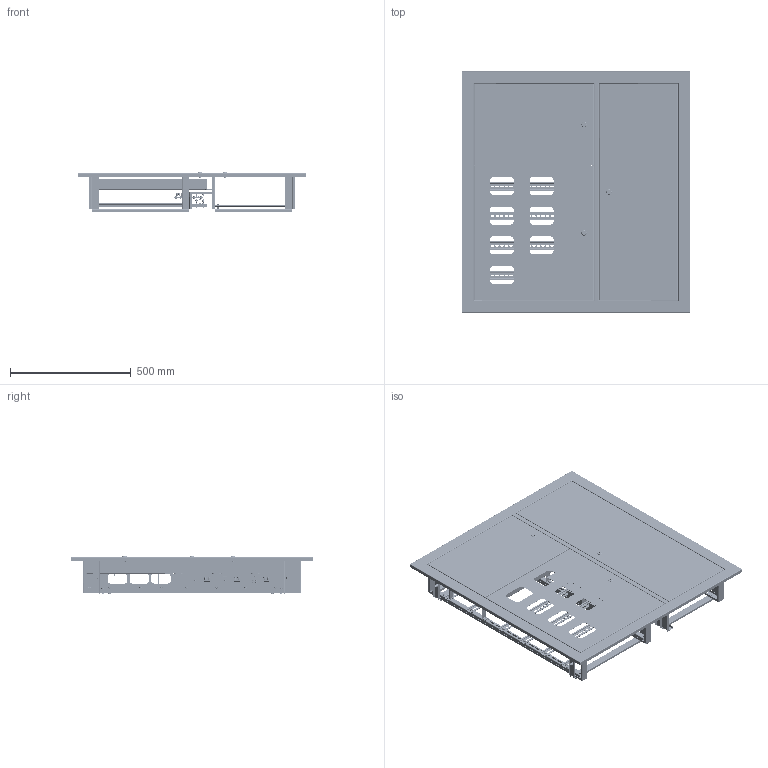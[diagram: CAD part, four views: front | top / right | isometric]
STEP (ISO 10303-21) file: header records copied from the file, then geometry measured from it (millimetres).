
FILE_DESCRIPTION (( 'STEP AP203' ), '1' );
FILE_NAME ('ÙÝ 7 êâ. (1000õ950õ160) IP31 EKF PROxima.STEP', '2022-05-23T08:40:01', ( '' ), ( '' ), 'SwSTEP 2.0', 'SolidWorks 2021', '' );
FILE_SCHEMA (( 'CONFIG_CONTROL_DESIGN' ));
Length unit declared in the file: millimetre
Products named in the file (55): 忺貗鍙; ÌÈ-2413.05.00.001 Ðåéêà âåðòèêàëüíàÿ; ÌÈ-2414.01.00.002 Ñòåíêà ëåâàÿ; 昈-2414.01.01.001 盷謥蜦豂儆趌-01; ﾌﾈ-2414.01.00.007 ﾊ煇鳫; ÌÈ-2413.05.00.000 Ðàìà ìîíòàæíàÿ ÑÁ; ÌÈ-2414.01.00.001 Ñòåíêà ïðàâàÿ; ÌÈ-2414.01.00.004 Øâåëëåð; plain washer 6902 type abc_din_DIN 6902-A4.55; DIN-謥濋趌L=420 (!); ÌÈ-2412.00.00.001 Ôàëüøïàíåëü; DIN-ðåéêà2_L=420 (!); ÌÈ-2414.01.00.006 Óñèëèòåëü êàáåëüíûé  ; ÌÈ-1904.07.00.002 Êðîíøòåéí äâóõñòóïåí÷àòûé; ÌÈ-2413.01.00.008 Äåðæàòåëü äâåðè; pan head cross recess screw_din11_ISO 7045 - M4 x 10 - Z --- 10N; ÌÈ-2414.01.00.003 Ñòåíêà âåðõíÿÿ; ÌÈ-1904.06.00.000 Èçîëÿòîð êàðáîëèòîâûé ñ ïðÿìûì è 1 ñòóïåí÷àòûì êðîíøòåéíîì; cross ph tapping 968_din_Screw DIN 968-ST4.2x13-C-H-N; pan head cross recess screw_din1_ISO 7045 - M4 x 16 - Z --- 16N; ÌÈ-2414.03.00.001 Äâåðü ó÷åòà; Çàæèì äëÿ ïðîâîäíèêîâ ïèòàþùåé öåïè_1; ÙÝ 7 êâ. (1000õ950õ160) IP31 EKF PROxima; ÌÈ-2414.01.00.003-01 Ñòåíêà íèæíÿÿ; Çàêëåïêà ãàå÷íàÿ Ì4; 昈-2414.01.00.000 扻豵鵨 捘; Çàêëåïêà ãàå÷íàÿ Ì6; ÌÈ-2414.05.00.00 Èçîëÿòîð êàðáîëèòîâûé 3õ ñòóïåí÷àòûì  è 2õ ñòóïåí÷àòûì êðîíøòåéíàìè; ÌÈ-2413.05.00.003 Êðîíøòåéí ïîä äèí-ðåéêó; ÌÈ-2414.04.00.001 Êðîíøòåéí òðåõñòóïåí÷àòûé; ÌÈ-1904.06.00.001 Êðîíøòåéí ïðÿìîé; Ïëàñòèíà 100õ35; ﾌﾈ-2413.02.00.001 ﾄ粢 珮ⅳⅸ浯; Çàìîê ïî÷òîâûé; ﾕ黑 ﾙﾝ; pan head cross recess screw_din11_DIN EN ISO 7045 - M4 x 10 - Z - 10N; hex flange nut_din1_Hexagon Flange Nut DIN 6923 - M6 - N; Øïèëüêà Ì6õ12; pan head cross recess screw_din_DIN EN ISO 7045 - M4 x 16 - Z - 16N; ÌÈ-1904.07.00.001 Êðîíøòåéí îäíîñòóïåí÷àòûé ...
Assembly tree (234 placements, depth 4):
  ÙÝ 7 êâ. (1000õ950õ160) IP31 EKF PROxima
    昈-2414.01.00.000 扻豵鵨 捘
      ÌÈ-2414.01.00.002 Ñòåíêà ëåâàÿ
      ÌÈ-2414.01.00.001 Ñòåíêà ïðàâàÿ
      ÌÈ-2414.01.00.003 Ñòåíêà âåðõíÿÿ
      ÌÈ-2414.01.00.004 Øâåëëåð
      ÌÈ-2414.01.01.000 Ïåðåãîðîäêà ÑÁ_-01
        昈-2414.01.01.001 盷謥蜦豂儆趌-01
        Êðîíøòåéí 40õ40  x3
      ÌÈ-2414.01.00.003-01 Ñòåíêà íèæíÿÿ
      Ïëàñòèíà 100õ35  x4
      ÌÈ-2413.01.00.008 Äåðæàòåëü äâåðè
      ÌÈ-2414.01.00.006 Óñèëèòåëü êàáåëüíûé    x2
      Çàêëåïêà ãàå÷íàÿ Ì8  x4
      Øïèëüêà Ì6õ12  x3
      ﾌﾈ-2414.01.00.007 ﾊ煇鳫  x3
      Çàêëåïêà ãàå÷íàÿ Ì6  x4
    ﾌﾈ-2413.02.00.000 ﾄ粢 珮ⅳⅸ浯 ﾑﾁ
      ﾌﾈ-2413.02.00.001 ﾄ粢 珮ⅳⅸ浯
      Çàêëåïêà ãàå÷íàÿ Ì4  x2
      Çàìîê ïî÷òîâûé
      Øïèëüêà Ì6õ12
    ÌÈ-2413.04.00.000 Äâåðü ñèëîâàÿ ÑÁ
      Çàêëåïêà ãàå÷íàÿ Ì4  x2
      ÌÈ-2413.04.00.001 Äâåðü ñèëîâàÿ
      Çàìîê ïî÷òîâûé
      Øïèëüêà Ì6õ12
    ÌÈ-2414.03.00.000 Äâåðü ó÷åòà ÑÁ
      ÌÈ-2414.03.00.001 Äâåðü ó÷åòà
      Çàìîê ïî÷òîâûé
      Çàêëåïêà ãàå÷íàÿ Ì4
      Øïèëüêà Ì6õ12
    pan head cross recess screw_din1_ISO 7045 - M4 x 16 - Z --- 16N  x5
    DIN-ðåéêà2_L=420 (!)  x2
    pan head cross recess screw_din1_DIN EN ISO 7045 - M6 x 20 - Z - 20N  x4
    hex flange nut_din1_Hexagon Flange Nut DIN 6923 - M6 - N  x6
    ÌÈ-2412.00.00.001 Ôàëüøïàíåëü
    cross ph tapping 968_din_Screw DIN 968-ST4.2x13-C-H-N
    hex flange nut_din_Hexagon Flange Nut DIN 6923 - M6 - N  x2
    pan head cross recess screw_din_DIN EN ISO 7045 - M6 x 20 - Z - 20N  x4
    ÌÈ-2413.05.00.000 Ðàìà ìîíòàæíàÿ ÑÁ
      ÌÈ-2413.05.00.001 Ðåéêà âåðòèêàëüíàÿ  x2
      ÌÈ-2413.05.00.002 Ðåéêà ãîðèçîíòàëüíàÿ_8®â¢.
      pan head cross recess screw_din11_DIN EN ISO 7045 - M6 x 16 - Z - 16N  x16
      hex flange nut_din_Hexagon Flange Nut DIN 6923 - M6 - N  x16
      DIN-謥濋趌L=420 (!)  x6
      ÌÈ-2413.05.00.003 Êðîíøòåéí ïîä äèí-ðåéêó  x4
      ÌÈ-1904.06.00.000 Èçîëÿòîð êàðáîëèòîâûé ñ ïðÿìûì è 1 ñòóïåí÷àòûì êðîíøòåéíîì
        Çàæèì äëÿ ïðîâîäíèêîâ ïèòàþùåé öåïè_1
        ﾕ黑 ﾙﾝ  x2
        ÌÈ-1904.06.00.001 Êðîíøòåéí ïðÿìîé
        ÌÈ-1904.07.00.001 Êðîíøòåéí îäíîñòóïåí÷àòûé
        Ãàå÷íàÿ çàêëåïêà Ì4  x9
        pan head cross recess screw_din11_ISO 7045 - M4 x 10 - Z --- 10N  x8
        plain washer 6902 type abc_din_DIN 6902-A4.55  x3
        pan head cross recess screw_din11_DIN EN ISO 7045 - M4 x 10 - Z - 10N
      ÌÈ-1904.07.00.000 Èçîëÿòîð êàðáîëèòîâûé 1 ñòóïåí÷àòûì  è 2õ ñòóïåí÷àòûì êðîíøòåéíàìè
        Çàæèì äëÿ ïðîâîäíèêîâ ïèòàþùåé öåïè_1
        ÌÈ-1904.07.00.001 Êðîíøòåéí îäíîñòóïåí÷àòûé
        ÌÈ-1904.07.00.002 Êðîíøòåéí äâóõñòóïåí÷àòûé
Bounding box: 950 x 1000 x 163 mm (x, y, z)
Volume: 2025509.9 mm3; surface area: 4358129.7 mm2
Topology: 225 solids, 225 shells, 9265 faces, 22455 edges, 13788 vertices
Faces by surface type: plane 4463, cylinder 2311, cone 998, bspline 693, torus 668, sphere 132
Entity records: 88105 total; most frequent: CARTESIAN_POINT 19759, DIRECTION 12156, ORIENTED_EDGE 11684, EDGE_CURVE 5842, AXIS2_PLACEMENT_3D 4272, VECTOR 3612, LINE 3612, VERTEX_POINT 3590
